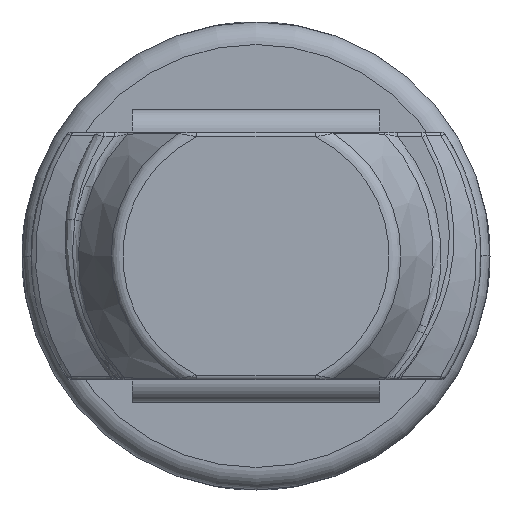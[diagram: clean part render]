
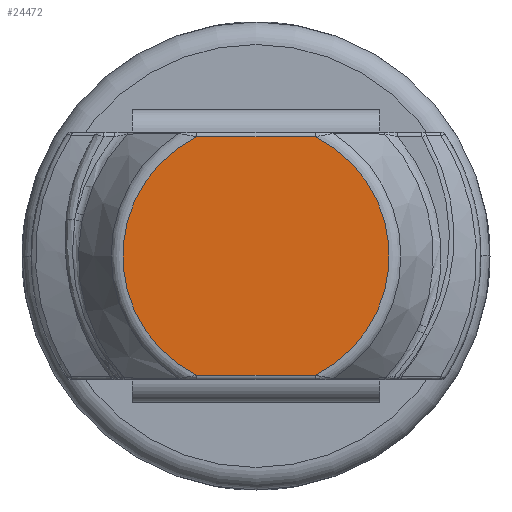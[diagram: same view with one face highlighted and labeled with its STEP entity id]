
A CAD part, front view. The second image highlights one B-rep face of the part: STEP entity #24472.
In plain terms, the highlighted planar face has unit normal (0, -1, 0).
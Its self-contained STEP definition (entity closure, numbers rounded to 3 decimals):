
#5089=CARTESIAN_POINT('',(0.,-23.5,0.));
#5090=DIRECTION('',(0.,-1.,0.));
#5091=DIRECTION('',(0.446,0.,-0.895));
#5092=AXIS2_PLACEMENT_3D('',#5089,#5090,#5091);
#5105=CARTESIAN_POINT('',(1.32,-23.5,-2.65));
#5139=DIRECTION('',(1.,0.,0.));
#5140=VECTOR('',#5139,2.641);
#5141=CARTESIAN_POINT('',(-1.32,-23.5,-2.65));
#5142=LINE('',#5141,#5140);
#5169=CARTESIAN_POINT('',(0.,-23.5,0.));
#5170=DIRECTION('',(0.,-1.,0.));
#5171=DIRECTION('',(-0.446,0.,0.895));
#5172=AXIS2_PLACEMENT_3D('',#5169,#5170,#5171);
#5663=DIRECTION('',(-1.,0.,0.));
#5664=VECTOR('',#5663,2.641);
#5665=CARTESIAN_POINT('',(1.32,-23.5,2.65));
#5666=LINE('',#5665,#5664);
#5685=CARTESIAN_POINT('',(-1.32,-23.5,2.65));
#9589=VERTEX_POINT('',#5685);
#9591=CARTESIAN_POINT('',(1.32,-23.5,2.65));
#9592=VERTEX_POINT('',#9591);
#9743=VERTEX_POINT('',#5105);
#9745=CARTESIAN_POINT('',(-1.32,-23.5,-2.65));
#9746=VERTEX_POINT('',#9745);
#24459=CARTESIAN_POINT('',(0.,-23.5,0.));
#24460=DIRECTION('',(0.,-1.,0.));
#24461=DIRECTION('',(-1.,0.,0.));
#24462=AXIS2_PLACEMENT_3D('',#24459,#24460,#24461);
#24463=PLANE('',#24462);
#24464=ORIENTED_EDGE('',*,*,#24450,.F.);
#24466=ORIENTED_EDGE('',*,*,#24465,.F.);
#24468=ORIENTED_EDGE('',*,*,#24467,.F.);
#24469=ORIENTED_EDGE('',*,*,#24388,.F.);
#24470=EDGE_LOOP('',(#24464,#24466,#24468,#24469));
#24471=FACE_OUTER_BOUND('',#24470,.F.);
#24472=ADVANCED_FACE('',(#24471),#24463,.T.);
#5093=CIRCLE('',#5092,2.961);
#5173=CIRCLE('',#5172,2.961);
#24388=EDGE_CURVE('',#9743,#9592,#5093,.T.);
#24450=EDGE_CURVE('',#9746,#9743,#5142,.T.);
#24465=EDGE_CURVE('',#9589,#9746,#5173,.T.);
#24467=EDGE_CURVE('',#9592,#9589,#5666,.T.);
